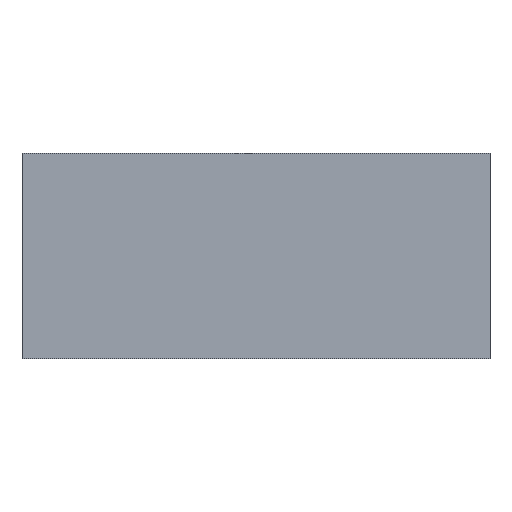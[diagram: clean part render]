
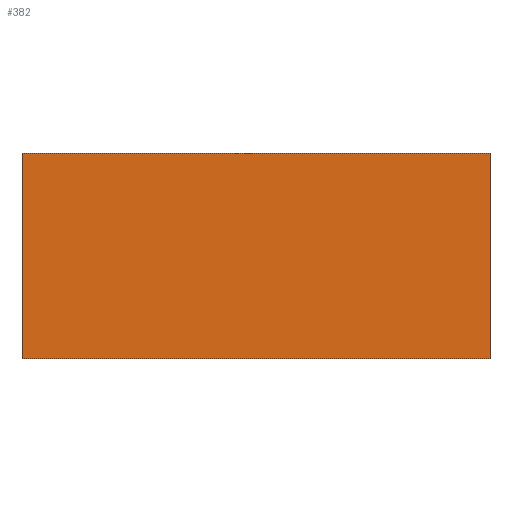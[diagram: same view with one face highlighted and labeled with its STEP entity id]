
A CAD part, front view. The second image highlights one B-rep face of the part: STEP entity #382.
In plain terms, the highlighted planar face has unit normal (0, -1, 0).
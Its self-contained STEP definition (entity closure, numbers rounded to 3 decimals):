
#108=PLANE('',#429);
#135=FACE_OUTER_BOUND('',#158,.T.);
#158=EDGE_LOOP('',(#346,#347,#348,#349));
#179=LINE('',#642,#207);
#187=LINE('',#657,#215);
#188=LINE('',#659,#216);
#189=LINE('',#660,#217);
#207=VECTOR('',#520,10.);
#215=VECTOR('',#532,10.);
#216=VECTOR('',#535,10.);
#217=VECTOR('',#536,10.);
#247=VERTEX_POINT('',#639);
#248=VERTEX_POINT('',#641);
#252=VERTEX_POINT('',#653);
#253=VERTEX_POINT('',#655);
#279=EDGE_CURVE('',#247,#248,#179,.T.);
#287=EDGE_CURVE('',#252,#253,#187,.T.);
#288=EDGE_CURVE('',#247,#252,#188,.T.);
#289=EDGE_CURVE('',#248,#253,#189,.T.);
#346=ORIENTED_EDGE('',*,*,#288,.T.);
#347=ORIENTED_EDGE('',*,*,#287,.T.);
#348=ORIENTED_EDGE('',*,*,#289,.F.);
#349=ORIENTED_EDGE('',*,*,#279,.F.);
#382=ADVANCED_FACE('',(#135),#108,.T.);
#429=AXIS2_PLACEMENT_3D('',#658,#533,#534);
#520=DIRECTION('',(0.,0.,1.));
#532=DIRECTION('',(0.,0.,1.));
#533=DIRECTION('center_axis',(0.,-1.,0.));
#534=DIRECTION('ref_axis',(1.,0.,0.));
#535=DIRECTION('',(1.,0.,0.));
#536=DIRECTION('',(1.,0.,0.));
#639=CARTESIAN_POINT('',(0.,0.,0.));
#641=CARTESIAN_POINT('',(0.,0.,5.5));
#642=CARTESIAN_POINT('',(0.,0.,0.));
#653=CARTESIAN_POINT('',(12.5,0.,0.));
#655=CARTESIAN_POINT('',(12.5,0.,5.5));
#657=CARTESIAN_POINT('',(12.5,0.,0.));
#658=CARTESIAN_POINT('Origin',(0.,0.,0.));
#659=CARTESIAN_POINT('',(0.,0.,0.));
#660=CARTESIAN_POINT('',(0.,0.,5.5));
